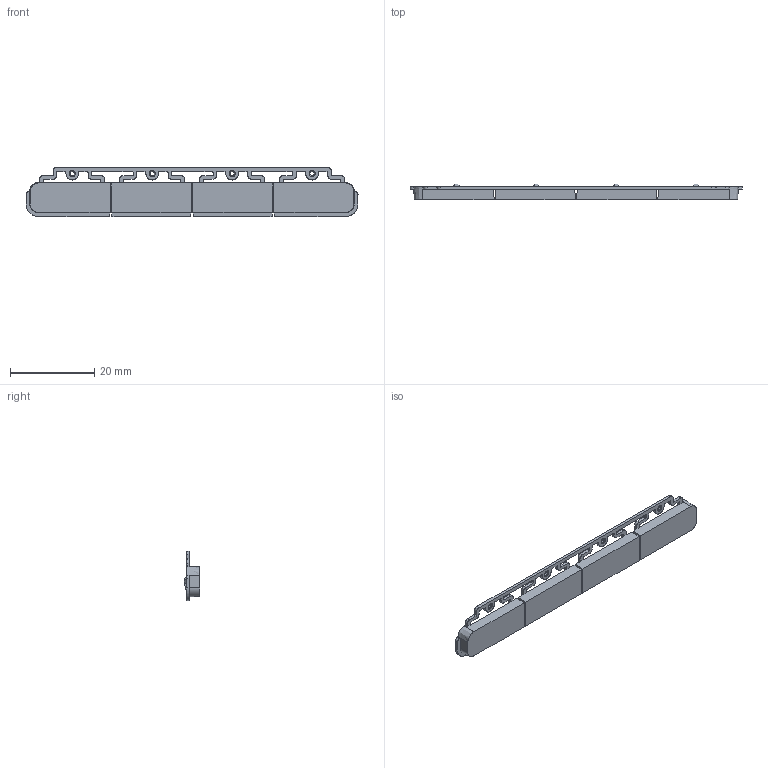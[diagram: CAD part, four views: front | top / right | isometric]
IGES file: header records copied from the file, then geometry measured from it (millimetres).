
Start section:  Autodesk DirectConnect version 6.0.75.0 ---- IGES version 5.3
Global section: file name: buttons.igs; native system: Autodesk DirectConnect 6.0.75.0; preprocessor: 6.0.75.0; author: Rob; organization: Unknown; date: 20140929.194520; units: millimetre
Bounding box: 78.9 x 3.7 x 11.7 mm (x, y, z)
Surface area: 2524.9 mm2 (no closed solid volume)
Topology: 0 solids, 0 shells, 309 faces, 2213 edges, 2211 vertices
Faces by surface type: bspline 309
